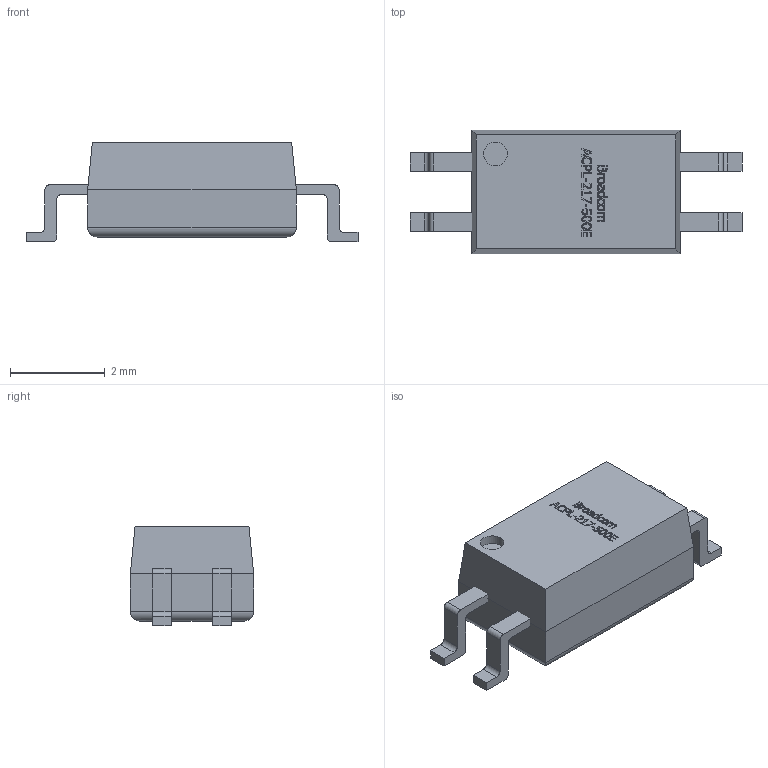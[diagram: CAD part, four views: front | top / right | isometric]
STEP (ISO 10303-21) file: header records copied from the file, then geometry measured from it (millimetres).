
FILE_DESCRIPTION( ( '' ), ' ' );
FILE_NAME( '5af55dbbae7aa30ed204e679.step', '2018-05-11T09:09:15', ( '' ), ( '' ), ' ', ' ', ' ' );
FILE_SCHEMA( ( 'AUTOMOTIVE_DESIGN { 1 0 10303 214 1 1 1 1 }' ) );
Length unit declared in the file: metre
Products named in the file (5): Open CASCADE STEP translator 6.8 2; Open CASCADE STEP translator 6.8 1
Bounding box: 7 x 2.6 x 2.1 mm (x, y, z)
Volume: 23.1 mm3; surface area: 68.4 mm2
Topology: 5 solids, 5 shells, 385 faces, 1021 edges, 678 vertices
Faces by surface type: plane 206, extrusion 101, cylinder 71, bspline 7
Full cylindrical faces by diameter (mm): 0.5 x1
Entity records: 21134 total; most frequent: CARTESIAN_POINT 3765, ORIENTED_EDGE 2040, DIRECTION 1542, STYLED_ITEM 1405, PRESENTATION_STYLE_ASSIGNMENT 1405, COLOUR_RGB 1405, EDGE_CURVE 1020, CURVE_STYLE 1020
